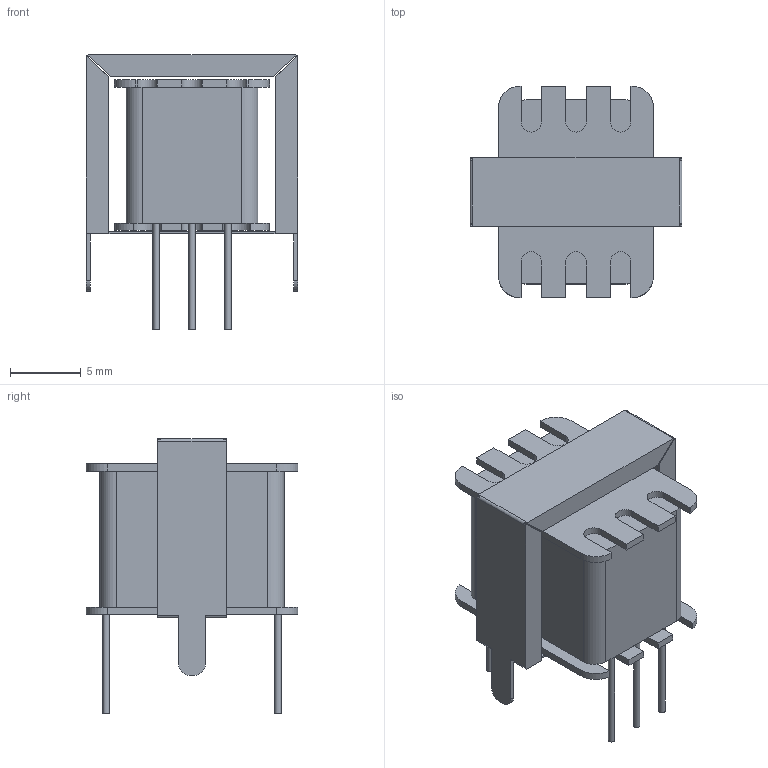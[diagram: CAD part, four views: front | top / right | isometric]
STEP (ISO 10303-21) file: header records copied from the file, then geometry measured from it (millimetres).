
FILE_DESCRIPTION(/* description */ ('','CAx-IF Rec.Pracs.---Representation and Presentation of Product Manufacturing Information (PMI)---4.0---2014-10-13'),/* implementation_level */ '2;1');
FILE_NAME(/* name */ '42TL013-RC.step',/* time_stamp */ '2025-02-03T08:45:56+02:00',/* author */ (''),/* organization */ (''),/* preprocessor_version */ 'ST-DEVELOPER v20',/* originating_system */ 'Autodesk Translation Framework v13.20.0.188',/* authorisation */ '');
FILE_SCHEMA (('AP242_MANAGED_MODEL_BASED_3D_ENGINEERING_MIM_LF { 1 0 10303 442 1 1 4 }'));
Length unit declared in the file: inch
Products named in the file (1): 42TL013-RC
Bounding box: 15.01 x 15.01 x 19.46 mm (x, y, z)
Volume: 1368.7 mm3; surface area: 2123.6 mm2
Topology: 10 solids, 10 shells, 168 faces, 444 edges, 296 vertices
Faces by surface type: plane 128, cylinder 40
Full cylindrical faces by diameter (mm): 0.457 x6
Entity records: 5231 total; most frequent: CARTESIAN_POINT 909, ORIENTED_EDGE 888, DIRECTION 878, EDGE_CURVE 444, LINE 348, VECTOR 348, VERTEX_POINT 296, AXIS2_PLACEMENT_3D 265
